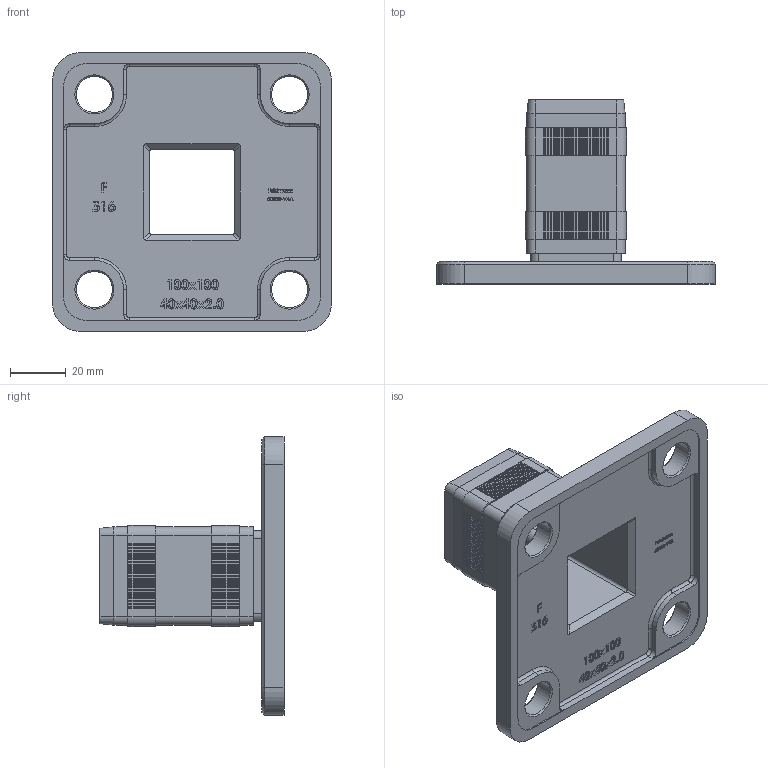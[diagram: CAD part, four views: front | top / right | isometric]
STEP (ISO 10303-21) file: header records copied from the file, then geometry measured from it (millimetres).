
FILE_DESCRIPTION (( 'STEP AP203' ), '1' );
FILE_NAME ('50020-V4A.step', '2021-11-25T13:45:35', ( '' ), ( '' ), 'SwSTEP 2.0', 'SolidWorks 2018', '' );
FILE_SCHEMA (( 'CONFIG_CONTROL_DESIGN' ));
Products named in the file (2): 50020-V4A
Bounding box: 100 x 66 x 100 mm (x, y, z)
Volume: 64653.5 mm3; surface area: 37918 mm2
Topology: 1 solids, 1 shells, 1373 faces, 3886 edges, 2576 vertices
Faces by surface type: cylinder 628, plane 529, bspline 188, cone 16, torus 12
Full cylindrical faces by diameter (mm): 13 x4
Entity records: 56115 total; most frequent: CARTESIAN_POINT 20477, ORIENTED_EDGE 7740, DIRECTION 7124, EDGE_CURVE 3870, VERTEX_POINT 2572, AXIS2_PLACEMENT_3D 2459, LINE 2206, VECTOR 2206
